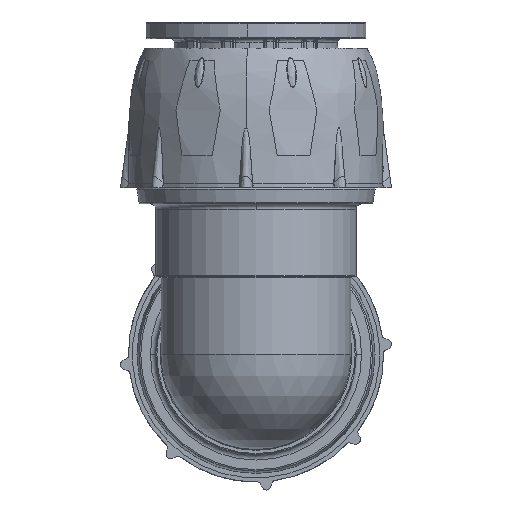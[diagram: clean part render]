
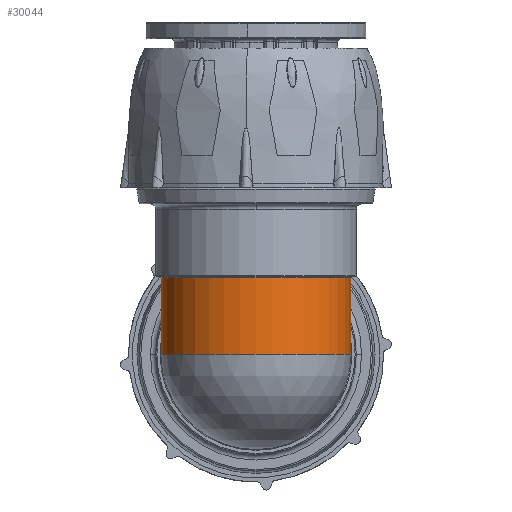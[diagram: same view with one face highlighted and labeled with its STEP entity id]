
A CAD part, front view. The second image highlights one B-rep face of the part: STEP entity #30044.
In plain terms, the highlighted cylindrical face has radius 17.65 mm (diameter 35.3 mm), a partial arc.
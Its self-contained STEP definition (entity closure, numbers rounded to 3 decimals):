
#570 = VERTEX_POINT ( 'NONE', #22293 ) ;
#1511 = DIRECTION ( 'NONE',  ( 1., 0., 0. ) ) ;
#4750 = ORIENTED_EDGE ( 'NONE', *, *, #41997, .T. ) ;
#6521 = VERTEX_POINT ( 'NONE', #49873 ) ;
#6760 = AXIS2_PLACEMENT_3D ( 'NONE', #37964, #1511, #30119 ) ;
#7490 = VECTOR ( 'NONE', #13711, 1000. ) ;
#8541 = DIRECTION ( 'NONE',  ( -1., 0., 0. ) ) ;
#9051 = CARTESIAN_POINT ( 'NONE',  ( 0., 0., 0. ) ) ;
#9141 = AXIS2_PLACEMENT_3D ( 'NONE', #9051, #24384, #25292 ) ;
#9503 = DIRECTION ( 'NONE',  ( 1., 0., 0. ) ) ;
#9685 = CARTESIAN_POINT ( 'NONE',  ( -14.3, 0., 0. ) ) ;
#10745 = VERTEX_POINT ( 'NONE', #17482 ) ;
#11829 = ORIENTED_EDGE ( 'NONE', *, *, #51342, .T. ) ;
#11959 = VECTOR ( 'NONE', #22505, 1000. ) ;
#12459 = CARTESIAN_POINT ( 'NONE',  ( 0., 0., 0. ) ) ;
#13711 = DIRECTION ( 'NONE',  ( 1., 0., 0. ) ) ;
#14129 = EDGE_CURVE ( 'NONE', #10745, #6521, #44053, .T. ) ;
#14295 = CARTESIAN_POINT ( 'NONE',  ( 0., 0., -17.65 ) ) ;
#15120 = VERTEX_POINT ( 'NONE', #32737 ) ;
#17482 = CARTESIAN_POINT ( 'NONE',  ( -14.3, 0., 17.65 ) ) ;
#17803 = CARTESIAN_POINT ( 'NONE',  ( 0., 0., 17.65 ) ) ;
#17991 = EDGE_CURVE ( 'NONE', #570, #15120, #36270, .T. ) ;
#19530 = ORIENTED_EDGE ( 'NONE', *, *, #52502, .F. ) ;
#20708 = CARTESIAN_POINT ( 'NONE',  ( 0., 0., 17.65 ) ) ;
#22293 = CARTESIAN_POINT ( 'NONE',  ( -14.3, 0., -17.65 ) ) ;
#22505 = DIRECTION ( 'NONE',  ( 1., 0., 0. ) ) ;
#24384 = DIRECTION ( 'NONE',  ( 1., 0., 0. ) ) ;
#25061 = VERTEX_POINT ( 'NONE', #20708 ) ;
#25292 = DIRECTION ( 'NONE',  ( 0., 0., -1. ) ) ;
#28715 = DIRECTION ( 'NONE',  ( 0., 0., -1. ) ) ;
#29752 = AXIS2_PLACEMENT_3D ( 'NONE', #9685, #9503, #38045 ) ;
#30044 = ADVANCED_FACE ( 'NONE', ( #44732 ), #32625, .T. ) ;
#30119 = DIRECTION ( 'NONE',  ( 0., -1., 0. ) ) ;
#30306 = CIRCLE ( 'NONE', #29752, 17.65 ) ;
#32338 = AXIS2_PLACEMENT_3D ( 'NONE', #12459, #8541, #28715 ) ;
#32625 = CYLINDRICAL_SURFACE ( 'NONE', #9141, 17.65 ) ;
#32737 = CARTESIAN_POINT ( 'NONE',  ( 0., 0., -17.65 ) ) ;
#36270 = LINE ( 'NONE', #14295, #11959 ) ;
#37964 = CARTESIAN_POINT ( 'NONE',  ( -14.3, 0., 0. ) ) ;
#38045 = DIRECTION ( 'NONE',  ( 0., -1., 0. ) ) ;
#38849 = CIRCLE ( 'NONE', #32338, 17.65 ) ;
#39183 = EDGE_LOOP ( 'NONE', ( #19530, #43647, #4750, #51675, #11829 ) ) ;
#41997 = EDGE_CURVE ( 'NONE', #6521, #570, #30306, .T. ) ;
#42596 = LINE ( 'NONE', #17803, #7490 ) ;
#43647 = ORIENTED_EDGE ( 'NONE', *, *, #14129, .T. ) ;
#44053 = CIRCLE ( 'NONE', #6760, 17.65 ) ;
#44732 = FACE_OUTER_BOUND ( 'NONE', #39183, .T. ) ;
#49873 = CARTESIAN_POINT ( 'NONE',  ( -14.3, -17.65, 0. ) ) ;
#51342 = EDGE_CURVE ( 'NONE', #15120, #25061, #38849, .T. ) ;
#51675 = ORIENTED_EDGE ( 'NONE', *, *, #17991, .T. ) ;
#52502 = EDGE_CURVE ( 'NONE', #10745, #25061, #42596, .T. ) ;
